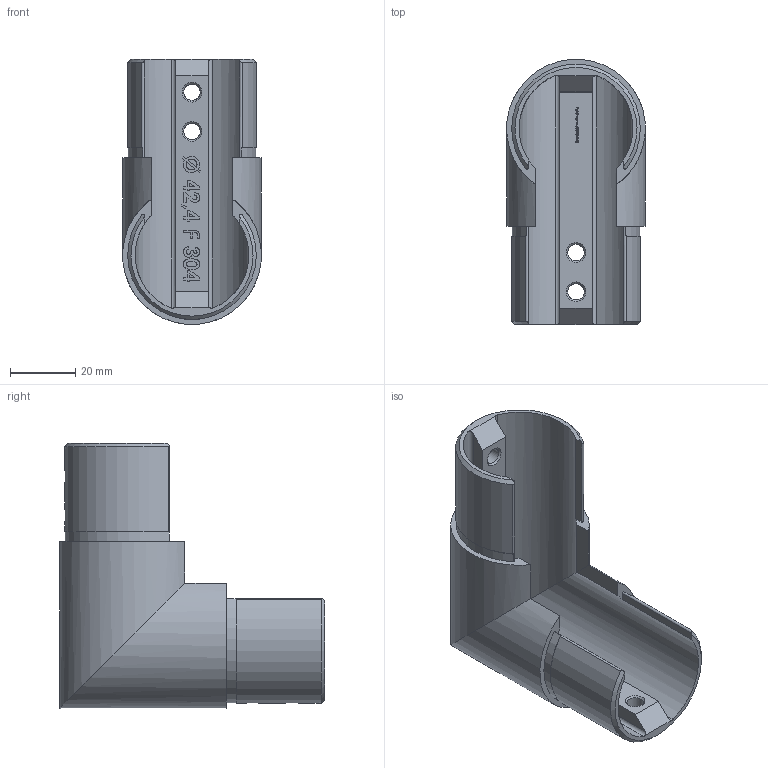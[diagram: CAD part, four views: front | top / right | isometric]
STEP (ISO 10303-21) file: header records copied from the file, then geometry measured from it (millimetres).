
FILE_DESCRIPTION (( 'STEP AP203' ), '1' );
FILE_NAME ('60320-240.step', '2019-10-22T07:51:39', ( '' ), ( '' ), 'SwSTEP 2.0', 'SolidWorks 2015', '' );
FILE_SCHEMA (( 'CONFIG_CONTROL_DESIGN' ));
Length unit declared in the file: millimetre
Products named in the file (2): 60320-240
Bounding box: 42.28 x 81 x 81 mm (x, y, z)
Volume: 43941 mm3; surface area: 25885 mm2
Topology: 1 solids, 1 shells, 408 faces, 1088 edges, 722 vertices
Faces by surface type: plane 223, bspline 157, cylinder 22, cone 6
Full cylindrical faces by diameter (mm): 5 x4
Entity records: 25148 total; most frequent: CARTESIAN_POINT 15963, ORIENTED_EDGE 2144, DIRECTION 1287, EDGE_CURVE 1072, VERTEX_POINT 718, LINE 701, VECTOR 701, EDGE_LOOP 468
